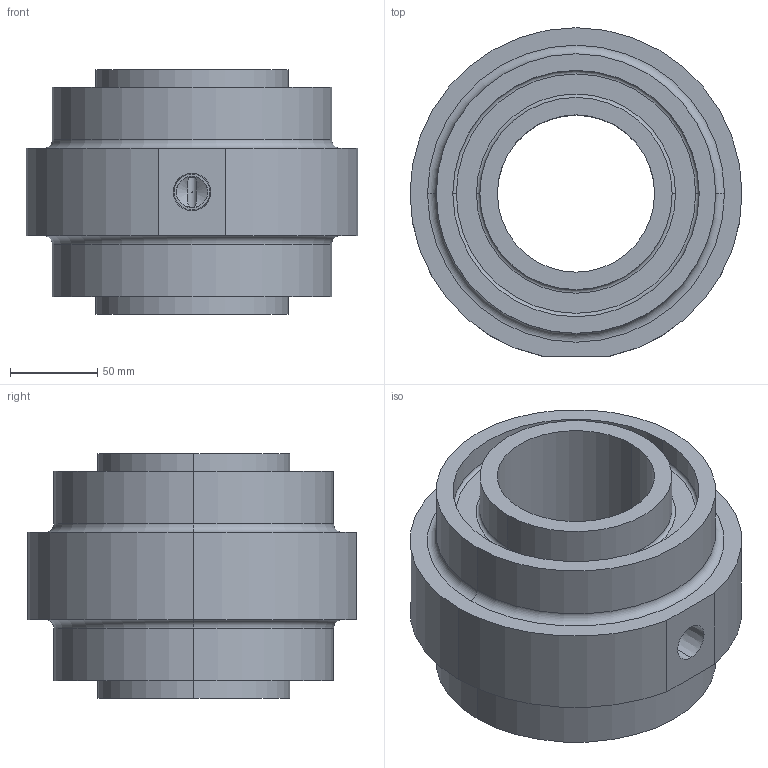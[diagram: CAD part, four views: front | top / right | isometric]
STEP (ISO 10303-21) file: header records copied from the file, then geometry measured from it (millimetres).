
FILE_DESCRIPTION (( 'STEP AP203' ), '1' );
FILE_NAME ('--7880532.STEP', '2015-03-23T13:25:28', ( 'enduser' ), ( '' ), 'SwSTEP 2.0', 'SolidWorks 2014', '' );
FILE_SCHEMA (( 'CONFIG_CONTROL_DESIGN' ));
Length unit declared in the file: millimetre
Products named in the file (1): --7880532
Bounding box: 190 x 188 x 140 mm (x, y, z)
Volume: 1935664.5 mm3; surface area: 177930 mm2
Topology: 1 solids, 1 shells, 51 faces, 114 edges, 71 vertices
Faces by surface type: cylinder 23, torus 12, plane 11, cone 5
Entity records: 1646 total; most frequent: CARTESIAN_POINT 389, DIRECTION 276, ORIENTED_EDGE 224, AXIS2_PLACEMENT_3D 123, EDGE_CURVE 112, VERTEX_POINT 71, CIRCLE 71, EDGE_LOOP 63
